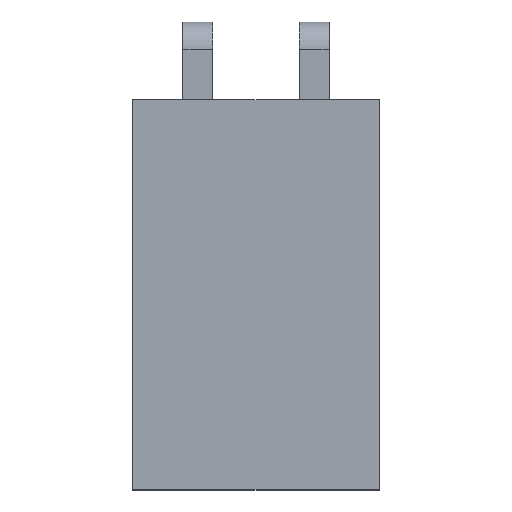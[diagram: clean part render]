
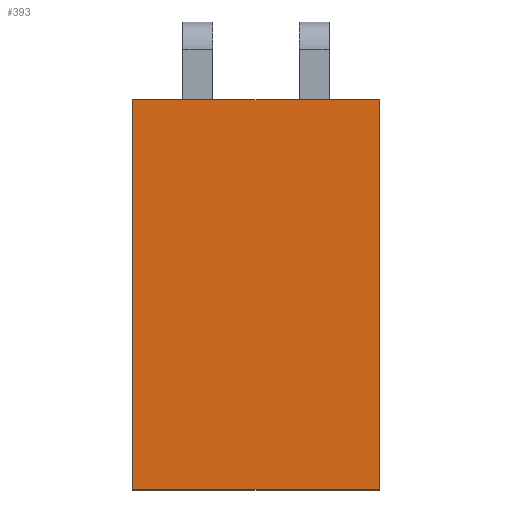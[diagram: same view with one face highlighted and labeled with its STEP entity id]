
A CAD part, top view. The second image highlights one B-rep face of the part: STEP entity #393.
In plain terms, the highlighted planar face has unit normal (0, 0, 1).
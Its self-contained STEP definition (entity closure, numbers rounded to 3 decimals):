
#393=ADVANCED_FACE('',(#1335),#1337,.T.);
#1335=FACE_BOUND('',#1336,.T.);
#1336=EDGE_LOOP('',(#2094,#2095,#2096,#2097));
#1337=PLANE('',#1338);
#1338=AXIS2_PLACEMENT_3D('',#1339,#1340,#1341);
#1339=CARTESIAN_POINT('',(3.96,-10.,2.5));
#1340=DIRECTION('',(0.,-0.,1.));
#1341=DIRECTION('',(0.,1.,0.));
#2094=ORIENTED_EDGE('',*,*,#2583,.T.);
#2095=ORIENTED_EDGE('',*,*,#2615,.T.);
#2096=ORIENTED_EDGE('',*,*,#2613,.F.);
#2097=ORIENTED_EDGE('',*,*,#2625,.F.);
#2583=EDGE_CURVE('',#2956,#2954,#2957,.T.);
#2613=EDGE_CURVE('',#3006,#3008,#3009,.T.);
#2615=EDGE_CURVE('',#2954,#3008,#3011,.T.);
#2625=EDGE_CURVE('',#2956,#3006,#3023,.T.);
#2954=VERTEX_POINT('',#3630);
#2956=VERTEX_POINT('',#3634);
#2957=LINE('',#3635,#3636);
#3006=VERTEX_POINT('',#3742);
#3008=VERTEX_POINT('',#3746);
#3009=LINE('',#3747,#3748);
#3011=LINE('',#3753,#3754);
#3023=LINE('',#3785,#3786);
#3630=CARTESIAN_POINT('',(3.96,-1.5,2.5));
#3634=CARTESIAN_POINT('',(3.96,-10.,2.5));
#3635=CARTESIAN_POINT('',(3.96,-10.,2.5));
#3636=VECTOR('',#3637,1.);
#3637=DIRECTION('',(0.,1.,0.));
#3742=CARTESIAN_POINT('',(-1.42,-10.,2.5));
#3746=CARTESIAN_POINT('',(-1.42,-1.5,2.5));
#3747=CARTESIAN_POINT('',(-1.42,-10.,2.5));
#3748=VECTOR('',#3749,1.);
#3749=DIRECTION('',(0.,1.,0.));
#3753=CARTESIAN_POINT('',(3.96,-1.5,2.5));
#3754=VECTOR('',#3755,1.);
#3755=DIRECTION('',(-1.,0.,0.));
#3785=CARTESIAN_POINT('',(3.96,-10.,2.5));
#3786=VECTOR('',#3787,1.);
#3787=DIRECTION('',(-1.,0.,0.));
